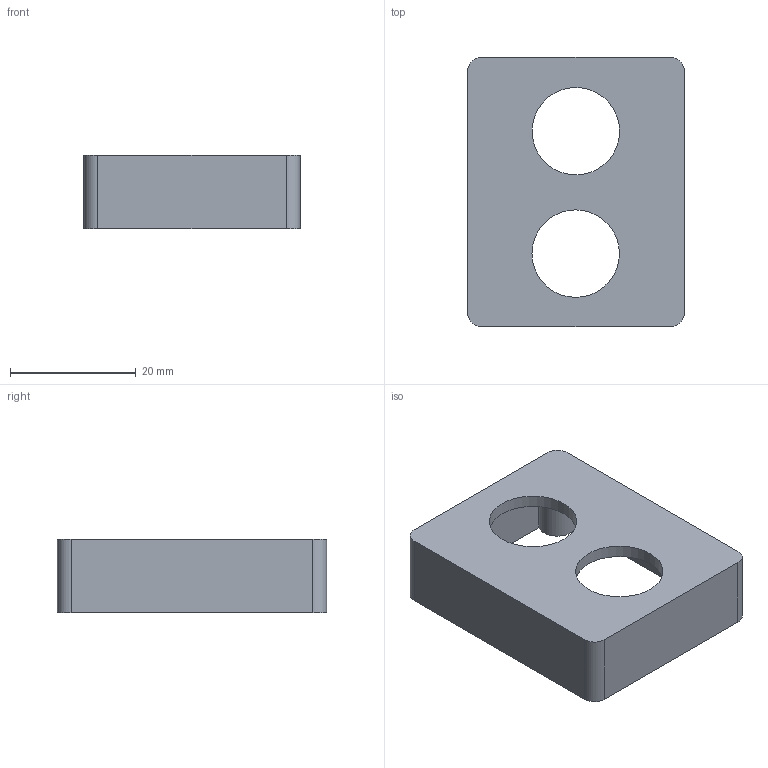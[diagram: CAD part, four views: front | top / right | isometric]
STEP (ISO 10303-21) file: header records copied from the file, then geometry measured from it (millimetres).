
FILE_DESCRIPTION(('FreeCAD Model'),'2;1');
FILE_NAME('Open CASCADE Shape Model','2025-07-25T15:33:55',(''),(''), 'Open CASCADE STEP processor 7.8','FreeCAD','Unknown');
FILE_SCHEMA(('AUTOMOTIVE_DESIGN { 1 0 10303 214 1 1 1 1 }'));
Length unit declared in the file: millimetre
Products named in the file (1): Pocket001
Bounding box: 34.4 x 42.8 x 11.6 mm (x, y, z)
Volume: 5716 mm3; surface area: 6522.8 mm2
Topology: 1 solids, 1 shells, 37 faces, 78 edges, 52 vertices
Faces by surface type: plane 19, cylinder 18
Full cylindrical faces by diameter (mm): 3.4 x4, 6 x4, 13.9 x2
Entity records: 1040 total; most frequent: DIRECTION 190, CARTESIAN_POINT 168, ORIENTED_EDGE 156, EDGE_CURVE 78, AXIS2_PLACEMENT_3D 74, VERTEX_POINT 52, FACE_BOUND 50, EDGE_LOOP 50
